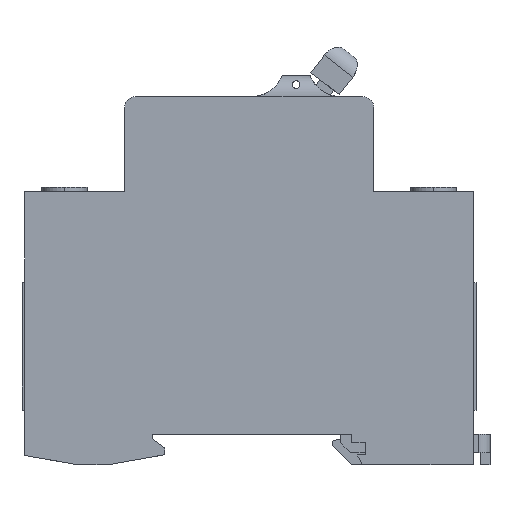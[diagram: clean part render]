
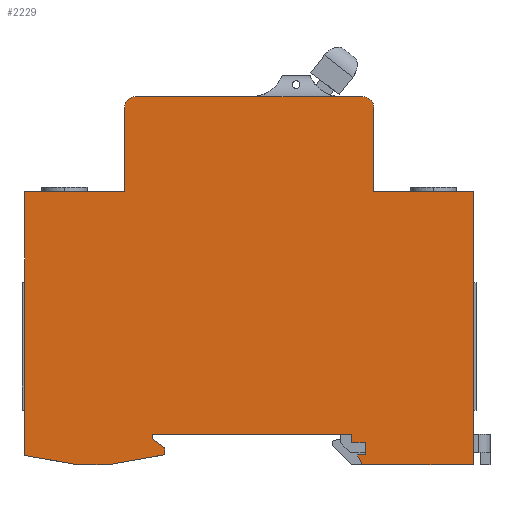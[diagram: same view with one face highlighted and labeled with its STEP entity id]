
A CAD part, left-side view. The second image highlights one B-rep face of the part: STEP entity #2229.
In plain terms, the highlighted planar face has unit normal (-1, 0, 0).
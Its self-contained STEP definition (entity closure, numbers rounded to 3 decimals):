
#2=DIRECTION('',(0.,-1.,0.));
#3=VECTOR('',#2,16.008);
#4=CARTESIAN_POINT('',(-8.85,-0.487,33.25));
#5=LINE('',#4,#3);
#6=DIRECTION('',(0.,-1.,0.));
#7=VECTOR('',#6,4.005);
#8=CARTESIAN_POINT('',(-8.85,-16.495,33.25));
#9=LINE('',#8,#7);
#10=CARTESIAN_POINT('',(-8.85,-20.5,31.25));
#11=DIRECTION('',(1.,0.,0.));
#12=DIRECTION('',(0.,0.,1.));
#13=AXIS2_PLACEMENT_3D('',#10,#11,#12);
#15=DIRECTION('',(0.,0.,-1.));
#16=VECTOR('',#15,15.2);
#17=CARTESIAN_POINT('',(-8.85,-22.5,31.25));
#18=LINE('',#17,#16);
#19=DIRECTION('',(0.,-1.,0.));
#20=VECTOR('',#19,18.);
#21=CARTESIAN_POINT('',(-8.85,-22.5,16.05));
#22=LINE('',#21,#20);
#23=DIRECTION('',(0.,0.,-1.));
#24=VECTOR('',#23,49.3);
#25=CARTESIAN_POINT('',(-8.85,-40.5,16.05));
#26=LINE('',#25,#24);
#27=DIRECTION('',(0.,1.,0.));
#28=VECTOR('',#27,20.04);
#29=CARTESIAN_POINT('',(-8.85,-40.5,-33.25));
#30=LINE('',#29,#28);
#31=DIRECTION('',(0.,0.447,0.894));
#32=VECTOR('',#31,2.013);
#33=CARTESIAN_POINT('',(-8.85,-20.46,-33.25));
#34=LINE('',#33,#32);
#35=DIRECTION('',(0.,-1.,0.));
#36=VECTOR('',#35,1.44);
#37=CARTESIAN_POINT('',(-8.85,-19.56,-31.45));
#38=LINE('',#37,#36);
#39=DIRECTION('',(0.,0.,1.));
#40=VECTOR('',#39,2.2);
#41=CARTESIAN_POINT('',(-8.85,-21.,-31.45));
#42=LINE('',#41,#40);
#43=DIRECTION('',(0.,1.,0.));
#44=VECTOR('',#43,2.5);
#45=CARTESIAN_POINT('',(-8.85,-21.,-29.25));
#46=LINE('',#45,#44);
#47=DIRECTION('',(0.,0.,1.));
#48=VECTOR('',#47,1.5);
#49=CARTESIAN_POINT('',(-8.85,-18.5,-29.25));
#50=LINE('',#49,#48);
#51=DIRECTION('',(0.,1.,0.));
#52=VECTOR('',#51,36.);
#53=CARTESIAN_POINT('',(-8.85,-18.5,-27.75));
#54=LINE('',#53,#52);
#55=DIRECTION('',(0.,0.,-1.));
#56=VECTOR('',#55,0.8);
#57=CARTESIAN_POINT('',(-8.85,17.5,-27.75));
#58=LINE('',#57,#56);
#59=DIRECTION('',(0.,-0.819,-0.574));
#60=VECTOR('',#59,2.808);
#61=CARTESIAN_POINT('',(-8.85,17.5,-28.55));
#62=LINE('',#61,#60);
#63=DIRECTION('',(0.,0.,-1.));
#64=VECTOR('',#63,1.256);
#65=CARTESIAN_POINT('',(-8.85,15.2,-30.161));
#66=LINE('',#65,#64);
#67=DIRECTION('',(0.,0.985,-0.174));
#68=VECTOR('',#67,10.56);
#69=CARTESIAN_POINT('',(-8.85,15.2,-31.416));
#70=LINE('',#69,#68);
#71=DIRECTION('',(0.,1.,0.));
#72=VECTOR('',#71,5.2);
#73=CARTESIAN_POINT('',(-8.85,25.6,-33.25));
#74=LINE('',#73,#72);
#75=DIRECTION('',(0.,0.985,0.174));
#76=VECTOR('',#75,9.85);
#77=CARTESIAN_POINT('',(-8.85,30.8,-33.25));
#78=LINE('',#77,#76);
#79=DIRECTION('',(0.,0.,1.));
#80=VECTOR('',#79,47.59);
#81=CARTESIAN_POINT('',(-8.85,40.5,-31.54));
#82=LINE('',#81,#80);
#83=DIRECTION('',(0.,-1.,0.));
#84=VECTOR('',#83,18.);
#85=CARTESIAN_POINT('',(-8.85,40.5,16.05));
#86=LINE('',#85,#84);
#87=DIRECTION('',(0.,0.,1.));
#88=VECTOR('',#87,15.2);
#89=CARTESIAN_POINT('',(-8.85,22.5,16.05));
#90=LINE('',#89,#88);
#91=CARTESIAN_POINT('',(-8.85,20.5,31.25));
#92=DIRECTION('',(1.,0.,0.));
#93=DIRECTION('',(0.,1.,0.));
#94=AXIS2_PLACEMENT_3D('',#91,#92,#93);
#96=DIRECTION('',(0.,-1.,0.));
#97=VECTOR('',#96,20.987);
#98=CARTESIAN_POINT('',(-8.85,20.5,33.25));
#99=LINE('',#98,#97);
#1672=CARTESIAN_POINT('',(-8.85,40.5,16.05));
#1673=CARTESIAN_POINT('',(-8.85,22.5,16.05));
#1674=VERTEX_POINT('',#1672);
#1675=VERTEX_POINT('',#1673);
#1676=CARTESIAN_POINT('',(-8.85,22.5,31.25));
#1677=VERTEX_POINT('',#1676);
#1678=CARTESIAN_POINT('',(-8.85,20.5,33.25));
#1679=VERTEX_POINT('',#1678);
#1680=CARTESIAN_POINT('',(-8.85,-20.5,33.25));
#1681=CARTESIAN_POINT('',(-8.85,-22.5,31.25));
#1682=VERTEX_POINT('',#1680);
#1683=VERTEX_POINT('',#1681);
#1684=CARTESIAN_POINT('',(-8.85,-22.5,16.05));
#1685=VERTEX_POINT('',#1684);
#1686=CARTESIAN_POINT('',(-8.85,-40.5,16.05));
#1687=VERTEX_POINT('',#1686);
#1688=CARTESIAN_POINT('',(-8.85,-40.5,-33.25));
#1689=VERTEX_POINT('',#1688);
#1690=CARTESIAN_POINT('',(-8.85,-20.46,-33.25));
#1691=VERTEX_POINT('',#1690);
#1692=CARTESIAN_POINT('',(-8.85,-19.56,-31.45));
#1693=VERTEX_POINT('',#1692);
#1694=CARTESIAN_POINT('',(-8.85,-21.,-31.45));
#1695=VERTEX_POINT('',#1694);
#1696=CARTESIAN_POINT('',(-8.85,-21.,-29.25));
#1697=VERTEX_POINT('',#1696);
#1698=CARTESIAN_POINT('',(-8.85,-18.5,-29.25));
#1699=VERTEX_POINT('',#1698);
#1700=CARTESIAN_POINT('',(-8.85,-18.5,-27.75));
#1701=VERTEX_POINT('',#1700);
#1702=CARTESIAN_POINT('',(-8.85,17.5,-27.75));
#1703=VERTEX_POINT('',#1702);
#1704=CARTESIAN_POINT('',(-8.85,17.5,-28.55));
#1705=VERTEX_POINT('',#1704);
#1706=CARTESIAN_POINT('',(-8.85,15.2,-30.161));
#1707=VERTEX_POINT('',#1706);
#1708=CARTESIAN_POINT('',(-8.85,15.2,-31.416));
#1709=VERTEX_POINT('',#1708);
#1710=CARTESIAN_POINT('',(-8.85,25.6,-33.25));
#1711=VERTEX_POINT('',#1710);
#1712=CARTESIAN_POINT('',(-8.85,30.8,-33.25));
#1713=VERTEX_POINT('',#1712);
#1714=CARTESIAN_POINT('',(-8.85,40.5,-31.54));
#1715=VERTEX_POINT('',#1714);
#1964=CARTESIAN_POINT('',(-8.85,-0.487,33.25));
#1965=CARTESIAN_POINT('',(-8.85,-16.495,33.25));
#1966=VERTEX_POINT('',#1964);
#1967=VERTEX_POINT('',#1965);
#2174=CARTESIAN_POINT('',(-8.85,0.,0.));
#2175=DIRECTION('',(1.,0.,0.));
#2176=DIRECTION('',(0.,0.,-1.));
#2177=AXIS2_PLACEMENT_3D('',#2174,#2175,#2176);
#2178=PLANE('',#2177);
#2180=ORIENTED_EDGE('',*,*,#2179,.T.);
#2182=ORIENTED_EDGE('',*,*,#2181,.T.);
#2184=ORIENTED_EDGE('',*,*,#2183,.T.);
#2186=ORIENTED_EDGE('',*,*,#2185,.T.);
#2188=ORIENTED_EDGE('',*,*,#2187,.T.);
#2190=ORIENTED_EDGE('',*,*,#2189,.T.);
#2192=ORIENTED_EDGE('',*,*,#2191,.T.);
#2194=ORIENTED_EDGE('',*,*,#2193,.T.);
#2196=ORIENTED_EDGE('',*,*,#2195,.T.);
#2198=ORIENTED_EDGE('',*,*,#2197,.T.);
#2200=ORIENTED_EDGE('',*,*,#2199,.T.);
#2202=ORIENTED_EDGE('',*,*,#2201,.T.);
#2204=ORIENTED_EDGE('',*,*,#2203,.T.);
#2206=ORIENTED_EDGE('',*,*,#2205,.T.);
#2208=ORIENTED_EDGE('',*,*,#2207,.T.);
#2210=ORIENTED_EDGE('',*,*,#2209,.T.);
#2212=ORIENTED_EDGE('',*,*,#2211,.T.);
#2214=ORIENTED_EDGE('',*,*,#2213,.T.);
#2216=ORIENTED_EDGE('',*,*,#2215,.T.);
#2218=ORIENTED_EDGE('',*,*,#2217,.T.);
#2220=ORIENTED_EDGE('',*,*,#2219,.T.);
#2222=ORIENTED_EDGE('',*,*,#2221,.T.);
#2224=ORIENTED_EDGE('',*,*,#2223,.T.);
#2226=ORIENTED_EDGE('',*,*,#2225,.T.);
#2227=EDGE_LOOP('',(#2180,#2182,#2184,#2186,#2188,#2190,#2192,#2194,#2196,#2198,
#2200,#2202,#2204,#2206,#2208,#2210,#2212,#2214,#2216,#2218,#2220,#2222,#2224,
#2226));
#2228=FACE_OUTER_BOUND('',#2227,.F.);
#2229=ADVANCED_FACE('',(#2228),#2178,.F.);
#14=CIRCLE('',#13,2.);
#95=CIRCLE('',#94,2.);
#2179=EDGE_CURVE('',#1966,#1967,#5,.T.);
#2181=EDGE_CURVE('',#1967,#1682,#9,.T.);
#2183=EDGE_CURVE('',#1682,#1683,#14,.T.);
#2185=EDGE_CURVE('',#1683,#1685,#18,.T.);
#2187=EDGE_CURVE('',#1685,#1687,#22,.T.);
#2189=EDGE_CURVE('',#1687,#1689,#26,.T.);
#2191=EDGE_CURVE('',#1689,#1691,#30,.T.);
#2193=EDGE_CURVE('',#1691,#1693,#34,.T.);
#2195=EDGE_CURVE('',#1693,#1695,#38,.T.);
#2197=EDGE_CURVE('',#1695,#1697,#42,.T.);
#2199=EDGE_CURVE('',#1697,#1699,#46,.T.);
#2201=EDGE_CURVE('',#1699,#1701,#50,.T.);
#2203=EDGE_CURVE('',#1701,#1703,#54,.T.);
#2205=EDGE_CURVE('',#1703,#1705,#58,.T.);
#2207=EDGE_CURVE('',#1705,#1707,#62,.T.);
#2209=EDGE_CURVE('',#1707,#1709,#66,.T.);
#2211=EDGE_CURVE('',#1709,#1711,#70,.T.);
#2213=EDGE_CURVE('',#1711,#1713,#74,.T.);
#2215=EDGE_CURVE('',#1713,#1715,#78,.T.);
#2217=EDGE_CURVE('',#1715,#1674,#82,.T.);
#2219=EDGE_CURVE('',#1674,#1675,#86,.T.);
#2221=EDGE_CURVE('',#1675,#1677,#90,.T.);
#2223=EDGE_CURVE('',#1677,#1679,#95,.T.);
#2225=EDGE_CURVE('',#1679,#1966,#99,.T.);
